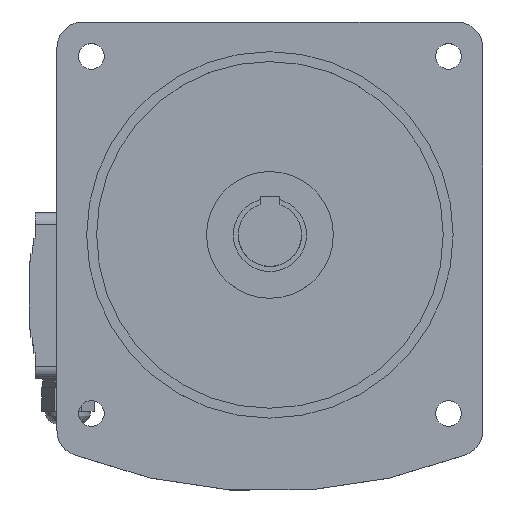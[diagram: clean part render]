
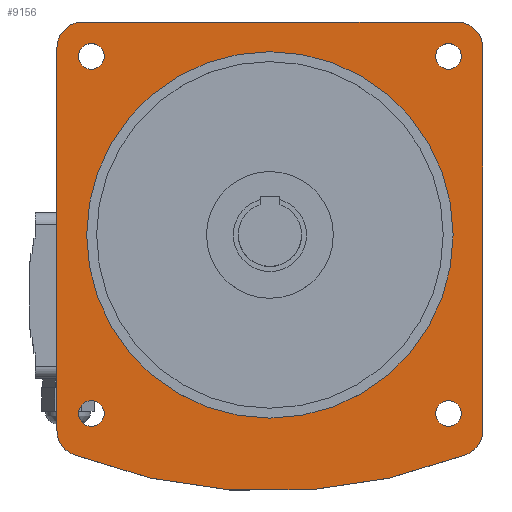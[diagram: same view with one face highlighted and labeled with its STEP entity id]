
A CAD part, top view. The second image highlights one B-rep face of the part: STEP entity #9156.
In plain terms, the highlighted planar face has unit normal (0, 0, 1).
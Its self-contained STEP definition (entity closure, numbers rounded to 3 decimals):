
#32=PLANE($,#9804);
#588=LINE($,#13440,#1672);
#589=LINE($,#13444,#1673);
#590=LINE($,#13448,#1674);
#1672=VECTOR($,#10765,193.265);
#1673=VECTOR($,#10768,189.);
#1674=VECTOR($,#10771,193.265);
#2712=FACE_BOUND($,#3390,.T.);
#2713=FACE_BOUND($,#3391,.T.);
#2714=FACE_BOUND($,#3392,.T.);
#2715=FACE_BOUND($,#3393,.T.);
#2716=FACE_BOUND($,#3394,.T.);
#2823=FACE_OUTER_BOUND($,#3389,.T.);
#3389=EDGE_LOOP($,(#6619,#6620,#6621,#6622,#6623,#6624,#6625,#6626));
#3390=EDGE_LOOP($,(#6627));
#3391=EDGE_LOOP($,(#6628));
#3392=EDGE_LOOP($,(#6629));
#3393=EDGE_LOOP($,(#6630));
#3394=EDGE_LOOP($,(#6631));
#4010=CIRCLE($,#9705,6.5);
#4012=CIRCLE($,#9708,6.5);
#4014=CIRCLE($,#9711,6.5);
#4016=CIRCLE($,#9714,6.5);
#4020=CIRCLE($,#9720,92.5);
#4095=CIRCLE($,#9805,13.);
#4096=CIRCLE($,#9806,13.);
#4097=CIRCLE($,#9807,13.);
#4098=CIRCLE($,#9808,273.642);
#4099=CIRCLE($,#9809,13.);
#4237=VERTEX_POINT($,#13120);
#4239=VERTEX_POINT($,#13125);
#4241=VERTEX_POINT($,#13130);
#4243=VERTEX_POINT($,#13135);
#4247=VERTEX_POINT($,#13145);
#4387=VERTEX_POINT($,#13438);
#4388=VERTEX_POINT($,#13439);
#4389=VERTEX_POINT($,#13441);
#4390=VERTEX_POINT($,#13443);
#4391=VERTEX_POINT($,#13445);
#4392=VERTEX_POINT($,#13447);
#4393=VERTEX_POINT($,#13449);
#4394=VERTEX_POINT($,#13451);
#5131=EDGE_CURVE($,#4237,#4237,#4010,.T.);
#5133=EDGE_CURVE($,#4239,#4239,#4012,.T.);
#5135=EDGE_CURVE($,#4241,#4241,#4014,.T.);
#5137=EDGE_CURVE($,#4243,#4243,#4016,.T.);
#5141=EDGE_CURVE($,#4247,#4247,#4020,.T.);
#5284=EDGE_CURVE($,#4387,#4388,#588,.T.);
#5285=EDGE_CURVE($,#4388,#4389,#4095,.T.);
#5286=EDGE_CURVE($,#4389,#4390,#589,.T.);
#5287=EDGE_CURVE($,#4390,#4391,#4096,.T.);
#5288=EDGE_CURVE($,#4391,#4392,#590,.T.);
#5289=EDGE_CURVE($,#4392,#4393,#4097,.T.);
#5290=EDGE_CURVE($,#4393,#4394,#4098,.T.);
#5291=EDGE_CURVE($,#4394,#4387,#4099,.T.);
#6619=ORIENTED_EDGE($,*,*,#5284,.T.);
#6620=ORIENTED_EDGE($,*,*,#5285,.T.);
#6621=ORIENTED_EDGE($,*,*,#5286,.T.);
#6622=ORIENTED_EDGE($,*,*,#5287,.T.);
#6623=ORIENTED_EDGE($,*,*,#5288,.T.);
#6624=ORIENTED_EDGE($,*,*,#5289,.T.);
#6625=ORIENTED_EDGE($,*,*,#5290,.T.);
#6626=ORIENTED_EDGE($,*,*,#5291,.T.);
#6627=ORIENTED_EDGE($,*,*,#5141,.F.);
#6628=ORIENTED_EDGE($,*,*,#5131,.F.);
#6629=ORIENTED_EDGE($,*,*,#5133,.F.);
#6630=ORIENTED_EDGE($,*,*,#5135,.F.);
#6631=ORIENTED_EDGE($,*,*,#5137,.F.);
#9156=ADVANCED_FACE($,(#2823,#2712,#2713,#2714,#2715,#2716),#32,.T.);
#9705=AXIS2_PLACEMENT_3D($,#13121,#10497,#10498);
#9708=AXIS2_PLACEMENT_3D($,#13126,#10503,#10504);
#9711=AXIS2_PLACEMENT_3D($,#13131,#10509,#10510);
#9714=AXIS2_PLACEMENT_3D($,#13136,#10515,#10516);
#9720=AXIS2_PLACEMENT_3D($,#13146,#10527,#10528);
#9804=AXIS2_PLACEMENT_3D($,#13437,#10763,#10764);
#9805=AXIS2_PLACEMENT_3D($,#13442,#10766,#10767);
#9806=AXIS2_PLACEMENT_3D($,#13446,#10769,#10770);
#9807=AXIS2_PLACEMENT_3D($,#13450,#10772,#10773);
#9808=AXIS2_PLACEMENT_3D($,#13452,#10774,#10775);
#9809=AXIS2_PLACEMENT_3D($,#13453,#10776,#10777);
#10497=DIRECTION('center_axis',(0.,0.,1.));
#10498=DIRECTION('ref_axis',(0.,1.,0.));
#10503=DIRECTION('center_axis',(0.,0.,1.));
#10504=DIRECTION('ref_axis',(-1.,0.,0.));
#10509=DIRECTION('center_axis',(0.,0.,1.));
#10510=DIRECTION('ref_axis',(0.,-1.,0.));
#10515=DIRECTION('center_axis',(0.,0.,1.));
#10516=DIRECTION('ref_axis',(1.,0.,0.));
#10527=DIRECTION('center_axis',(0.,0.,1.));
#10528=DIRECTION('ref_axis',(1.,0.,0.));
#10763=DIRECTION('center_axis',(0.,0.,1.));
#10764=DIRECTION('ref_axis',(1.,0.,0.));
#10765=DIRECTION($,(0.,1.,0.));
#10766=DIRECTION('center_axis',(0.,0.,1.));
#10767=DIRECTION('ref_axis',(1.,0.,0.));
#10768=DIRECTION($,(-1.,0.,0.));
#10769=DIRECTION('center_axis',(0.,0.,1.));
#10770=DIRECTION('ref_axis',(1.,0.,0.));
#10771=DIRECTION($,(0.,-1.,0.));
#10772=DIRECTION('center_axis',(0.,0.,1.));
#10773=DIRECTION('ref_axis',(1.,0.,0.));
#10774=DIRECTION('center_axis',(0.,0.,1.));
#10775=DIRECTION('ref_axis',(1.,0.,0.));
#10776=DIRECTION('center_axis',(0.,0.,1.));
#10777=DIRECTION('ref_axis',(1.,0.,0.));
#13120=CARTESIAN_POINT('',(-90.156,96.656,0.));
#13121=CARTESIAN_POINT('Origin',(-90.156,90.156,0.));
#13125=CARTESIAN_POINT('',(-96.656,-90.156,0.));
#13126=CARTESIAN_POINT('Origin',(-90.156,-90.156,0.));
#13130=CARTESIAN_POINT('',(90.156,-96.656,0.));
#13131=CARTESIAN_POINT('Origin',(90.156,-90.156,0.));
#13135=CARTESIAN_POINT('',(96.656,90.156,0.));
#13136=CARTESIAN_POINT('Origin',(90.156,90.156,0.));
#13145=CARTESIAN_POINT('',(-92.5,0.,0.));
#13146=CARTESIAN_POINT('Origin',(0.,0.,0.));
#13437=CARTESIAN_POINT('Origin',(0.,144.142,
0.));
#13438=CARTESIAN_POINT('',(107.5,-98.765,0.));
#13439=CARTESIAN_POINT('',(107.5,94.5,0.));
#13440=CARTESIAN_POINT($,(107.5,107.5,0.));
#13441=CARTESIAN_POINT('',(94.5,107.5,0.));
#13442=CARTESIAN_POINT('Origin',(94.5,94.5,0.));
#13443=CARTESIAN_POINT('',(-94.5,107.5,0.));
#13444=CARTESIAN_POINT($,(-107.5,107.5,0.));
#13445=CARTESIAN_POINT('',(-107.5,94.5,0.));
#13446=CARTESIAN_POINT('Origin',(-94.5,94.5,0.));
#13447=CARTESIAN_POINT('',(-107.5,-98.765,0.));
#13448=CARTESIAN_POINT($,(-107.5,107.5,0.));
#13449=CARTESIAN_POINT('',(-99.213,-110.881,0.));
#13450=CARTESIAN_POINT('Origin',(-94.5,-98.765,0.));
#13451=CARTESIAN_POINT('',(99.213,-110.881,0.));
#13452=CARTESIAN_POINT('Origin',(0.,144.142,
0.));
#13453=CARTESIAN_POINT('Origin',(94.5,-98.765,0.));
